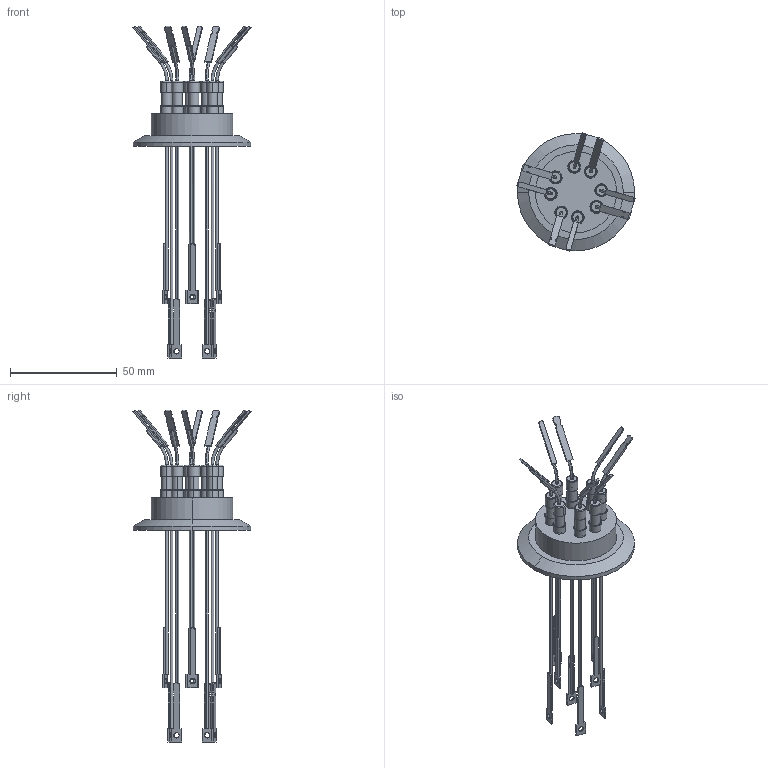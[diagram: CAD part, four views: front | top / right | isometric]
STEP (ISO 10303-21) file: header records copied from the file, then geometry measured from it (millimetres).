
FILE_DESCRIPTION (( 'STEP AP214' ), '1' );
FILE_NAME ('120XTK040-4.step', '2017-07-10T09:42:29', ( 'install' ), ( '' ), 'SwSTEP 2.0', 'SolidWorks 2015', '' );
FILE_SCHEMA (( 'AUTOMOTIVE_DESIGN' ));
Length unit declared in the file: inch
Products named in the file (1): 120XTK040-4
Bounding box: 55.26 x 55.26 x 155.48 mm (x, y, z)
Volume: 13124.8 mm3; surface area: 17612.1 mm2
Topology: 1 solids, 1 shells, 577 faces, 1481 edges, 969 vertices
Faces by surface type: cylinder 244, plane 213, cone 88, bspline 32
Entity records: 18394 total; most frequent: CARTESIAN_POINT 3904, DIRECTION 3174, ORIENTED_EDGE 2962, EDGE_CURVE 1481, AXIS2_PLACEMENT_3D 1229, VERTEX_POINT 969, VECTOR 716, LINE 716
